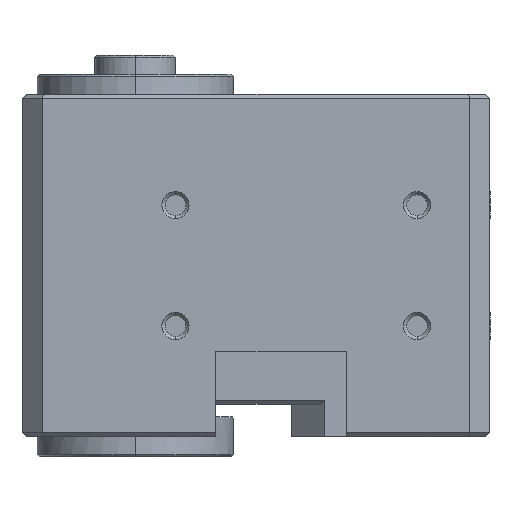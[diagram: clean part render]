
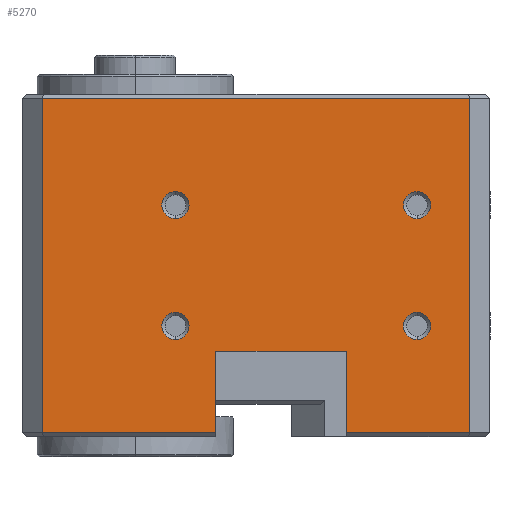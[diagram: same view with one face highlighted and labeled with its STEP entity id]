
A CAD part, left-side view. The second image highlights one B-rep face of the part: STEP entity #5270.
In plain terms, the highlighted planar face has unit normal (-1, 0, 0).
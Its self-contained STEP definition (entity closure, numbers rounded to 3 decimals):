
#30 = VERTEX_POINT ( 'NONE', #479 ) ;
#191 = EDGE_CURVE ( 'NONE', #1365, #5239, #1740, .T. ) ;
#259 = VECTOR ( 'NONE', #2918, 1000. ) ;
#300 = CARTESIAN_POINT ( 'NONE',  ( -14.25, 11.25, -16.6 ) ) ;
#305 = LINE ( 'NONE', #4700, #5169 ) ;
#332 = CARTESIAN_POINT ( 'NONE',  ( -14.25, -33.25, -16.6 ) ) ;
#479 = CARTESIAN_POINT ( 'NONE',  ( -14.25, -4., 7.35 ) ) ;
#655 = EDGE_CURVE ( 'NONE', #5048, #5296, #4562, .T. ) ;
#664 = CARTESIAN_POINT ( 'NONE',  ( -14.25, -4., -6. ) ) ;
#677 = ORIENTED_EDGE ( 'NONE', *, *, #1691, .T. ) ;
#840 = VERTEX_POINT ( 'NONE', #9075 ) ;
#898 = CARTESIAN_POINT ( 'NONE',  ( -14.25, 9.25, 16.6 ) ) ;
#944 = CARTESIAN_POINT ( 'NONE',  ( -14.25, -28., 7.35 ) ) ;
#1016 = DIRECTION ( 'NONE',  ( 0., 0., 1. ) ) ;
#1050 = AXIS2_PLACEMENT_3D ( 'NONE', #8306, #8816, #8853 ) ;
#1098 = EDGE_CURVE ( 'NONE', #9009, #840, #4855, .T. ) ;
#1164 = CARTESIAN_POINT ( 'NONE',  ( -14.25, -21., -16.6 ) ) ;
#1206 = EDGE_CURVE ( 'NONE', #9064, #30, #5605, .T. ) ;
#1301 = CARTESIAN_POINT ( 'NONE',  ( -14.25, -28., 6. ) ) ;
#1365 = VERTEX_POINT ( 'NONE', #7202 ) ;
#1396 = DIRECTION ( 'NONE',  ( 0., 0., -1. ) ) ;
#1445 = AXIS2_PLACEMENT_3D ( 'NONE', #664, #4938, #3456 ) ;
#1461 = ORIENTED_EDGE ( 'NONE', *, *, #8229, .T. ) ;
#1500 = DIRECTION ( 'NONE',  ( 0., 0., 1. ) ) ;
#1505 = ORIENTED_EDGE ( 'NONE', *, *, #7606, .T. ) ;
#1560 = EDGE_CURVE ( 'NONE', #8461, #1822, #5610, .T. ) ;
#1691 = EDGE_CURVE ( 'NONE', #8067, #5048, #6166, .T. ) ;
#1740 = LINE ( 'NONE', #3886, #6559 ) ;
#1753 = CARTESIAN_POINT ( 'NONE',  ( -14.25, -4., -6. ) ) ;
#1765 = DIRECTION ( 'NONE',  ( 1., 0., 0. ) ) ;
#1783 = VECTOR ( 'NONE', #8195, 1000. ) ;
#1790 = DIRECTION ( 'NONE',  ( 0., -1., 0. ) ) ;
#1822 = VERTEX_POINT ( 'NONE', #8680 ) ;
#1931 = CARTESIAN_POINT ( 'NONE',  ( -14.25, -8., -8.5 ) ) ;
#1953 = CARTESIAN_POINT ( 'NONE',  ( -14.25, -4., 6. ) ) ;
#2009 = ORIENTED_EDGE ( 'NONE', *, *, #7943, .T. ) ;
#2357 = VECTOR ( 'NONE', #9028, 1000. ) ;
#2569 = CARTESIAN_POINT ( 'NONE',  ( -14.25, 11.25, 16.6 ) ) ;
#2608 = CARTESIAN_POINT ( 'NONE',  ( -14.25, -4., 4.65 ) ) ;
#2611 = LINE ( 'NONE', #8975, #2357 ) ;
#2708 = DIRECTION ( 'NONE',  ( 0., 0., 1. ) ) ;
#2745 = ORIENTED_EDGE ( 'NONE', *, *, #4657, .T. ) ;
#2918 = DIRECTION ( 'NONE',  ( 0., 0., 1. ) ) ;
#2947 = FACE_BOUND ( 'NONE', #8796, .T. ) ;
#2998 = FACE_BOUND ( 'NONE', #5226, .T. ) ;
#3229 = AXIS2_PLACEMENT_3D ( 'NONE', #7188, #6227, #7890 ) ;
#3411 = AXIS2_PLACEMENT_3D ( 'NONE', #1753, #7434, #1016 ) ;
#3456 = DIRECTION ( 'NONE',  ( 0., 0., 1. ) ) ;
#3545 = EDGE_LOOP ( 'NONE', ( #5650, #4896 ) ) ;
#3612 = CARTESIAN_POINT ( 'NONE',  ( -14.25, -8., -17. ) ) ;
#3631 = LINE ( 'NONE', #7030, #9192 ) ;
#3733 = ORIENTED_EDGE ( 'NONE', *, *, #1206, .T. ) ;
#3821 = AXIS2_PLACEMENT_3D ( 'NONE', #1953, #4222, #7664 ) ;
#3824 = CIRCLE ( 'NONE', #1445, 1.35 ) ;
#3838 = VECTOR ( 'NONE', #7452, 1000. ) ;
#3886 = CARTESIAN_POINT ( 'NONE',  ( -14.25, 11.25, -16.6 ) ) ;
#3894 = EDGE_LOOP ( 'NONE', ( #1461, #7778 ) ) ;
#4041 = DIRECTION ( 'NONE',  ( 0., 0., 1. ) ) ;
#4080 = EDGE_LOOP ( 'NONE', ( #677, #4084, #2009, #7500, #8138, #4124, #7868, #1505 ) ) ;
#4084 = ORIENTED_EDGE ( 'NONE', *, *, #655, .T. ) ;
#4121 = DIRECTION ( 'NONE',  ( 0., 0., 1. ) ) ;
#4124 = ORIENTED_EDGE ( 'NONE', *, *, #5008, .F. ) ;
#4222 = DIRECTION ( 'NONE',  ( 1., 0., 0. ) ) ;
#4380 = FACE_BOUND ( 'NONE', #3545, .T. ) ;
#4443 = CIRCLE ( 'NONE', #8721, 1.35 ) ;
#4552 = VERTEX_POINT ( 'NONE', #8777 ) ;
#4562 = LINE ( 'NONE', #2569, #1783 ) ;
#4617 = ORIENTED_EDGE ( 'NONE', *, *, #8803, .T. ) ;
#4655 = CARTESIAN_POINT ( 'NONE',  ( -14.25, -33.25, 16.6 ) ) ;
#4657 = EDGE_CURVE ( 'NONE', #30, #9064, #8034, .T. ) ;
#4681 = DIRECTION ( 'NONE',  ( 1., 0., 0. ) ) ;
#4700 = CARTESIAN_POINT ( 'NONE',  ( -14.25, 0., -8.5 ) ) ;
#4752 = CARTESIAN_POINT ( 'NONE',  ( -14.25, -28., -7.35 ) ) ;
#4834 = VERTEX_POINT ( 'NONE', #1931 ) ;
#4855 = CIRCLE ( 'NONE', #4999, 1.35 ) ;
#4896 = ORIENTED_EDGE ( 'NONE', *, *, #5235, .T. ) ;
#4938 = DIRECTION ( 'NONE',  ( 1., 0., 0. ) ) ;
#4999 = AXIS2_PLACEMENT_3D ( 'NONE', #5386, #4681, #4041 ) ;
#5008 = EDGE_CURVE ( 'NONE', #8274, #4834, #305, .T. ) ;
#5032 = DIRECTION ( 'NONE',  ( -1., 0., 0. ) ) ;
#5048 = VERTEX_POINT ( 'NONE', #4655 ) ;
#5121 = FACE_BOUND ( 'NONE', #3894, .T. ) ;
#5139 = LINE ( 'NONE', #3612, #259 ) ;
#5169 = VECTOR ( 'NONE', #7457, 1000. ) ;
#5174 = EDGE_CURVE ( 'NONE', #8274, #7857, #2611, .T. ) ;
#5226 = EDGE_LOOP ( 'NONE', ( #8235, #4617 ) ) ;
#5235 = EDGE_CURVE ( 'NONE', #1822, #8461, #3824, .T. ) ;
#5239 = VERTEX_POINT ( 'NONE', #6298 ) ;
#5270 = ADVANCED_FACE ( 'NONE', ( #4380, #2998, #5121, #2947, #6399 ), #7962, .T. ) ;
#5296 = VERTEX_POINT ( 'NONE', #898 ) ;
#5386 = CARTESIAN_POINT ( 'NONE',  ( -14.25, -28., -6. ) ) ;
#5471 = CARTESIAN_POINT ( 'NONE',  ( -14.25, -33.25, -17. ) ) ;
#5478 = AXIS2_PLACEMENT_3D ( 'NONE', #8267, #1765, #2708 ) ;
#5605 = CIRCLE ( 'NONE', #3821, 1.35 ) ;
#5610 = CIRCLE ( 'NONE', #3411, 1.35 ) ;
#5650 = ORIENTED_EDGE ( 'NONE', *, *, #1560, .T. ) ;
#6166 = LINE ( 'NONE', #5471, #7138 ) ;
#6215 = CIRCLE ( 'NONE', #3229, 1.35 ) ;
#6227 = DIRECTION ( 'NONE',  ( 1., 0., 0. ) ) ;
#6298 = CARTESIAN_POINT ( 'NONE',  ( -14.25, -8., -16.6 ) ) ;
#6373 = VERTEX_POINT ( 'NONE', #944 ) ;
#6399 = FACE_OUTER_BOUND ( 'NONE', #4080, .T. ) ;
#6559 = VECTOR ( 'NONE', #1790, 1000. ) ;
#6655 = EDGE_CURVE ( 'NONE', #6373, #4552, #4443, .T. ) ;
#6675 = LINE ( 'NONE', #300, #3838 ) ;
#7030 = CARTESIAN_POINT ( 'NONE',  ( -14.25, 9.25, -17. ) ) ;
#7082 = EDGE_CURVE ( 'NONE', #5239, #4834, #5139, .T. ) ;
#7138 = VECTOR ( 'NONE', #4121, 1000. ) ;
#7188 = CARTESIAN_POINT ( 'NONE',  ( -14.25, -28., 6. ) ) ;
#7202 = CARTESIAN_POINT ( 'NONE',  ( -14.25, 9.25, -16.6 ) ) ;
#7278 = CIRCLE ( 'NONE', #5478, 1.35 ) ;
#7434 = DIRECTION ( 'NONE',  ( 1., 0., 0. ) ) ;
#7452 = DIRECTION ( 'NONE',  ( 0., -1., 0. ) ) ;
#7457 = DIRECTION ( 'NONE',  ( 0., 1., 0. ) ) ;
#7500 = ORIENTED_EDGE ( 'NONE', *, *, #191, .T. ) ;
#7606 = EDGE_CURVE ( 'NONE', #7857, #8067, #6675, .T. ) ;
#7664 = DIRECTION ( 'NONE',  ( 0., 0., 1. ) ) ;
#7778 = ORIENTED_EDGE ( 'NONE', *, *, #1098, .T. ) ;
#7857 = VERTEX_POINT ( 'NONE', #1164 ) ;
#7868 = ORIENTED_EDGE ( 'NONE', *, *, #5174, .T. ) ;
#7890 = DIRECTION ( 'NONE',  ( 0., 0., 1. ) ) ;
#7943 = EDGE_CURVE ( 'NONE', #5296, #1365, #3631, .T. ) ;
#7962 = PLANE ( 'NONE',  #9161 ) ;
#8034 = CIRCLE ( 'NONE', #1050, 1.35 ) ;
#8067 = VERTEX_POINT ( 'NONE', #332 ) ;
#8138 = ORIENTED_EDGE ( 'NONE', *, *, #7082, .T. ) ;
#8195 = DIRECTION ( 'NONE',  ( 0., 1., 0. ) ) ;
#8229 = EDGE_CURVE ( 'NONE', #840, #9009, #7278, .T. ) ;
#8235 = ORIENTED_EDGE ( 'NONE', *, *, #6655, .T. ) ;
#8267 = CARTESIAN_POINT ( 'NONE',  ( -14.25, -28., -6. ) ) ;
#8274 = VERTEX_POINT ( 'NONE', #8873 ) ;
#8306 = CARTESIAN_POINT ( 'NONE',  ( -14.25, -4., 6. ) ) ;
#8461 = VERTEX_POINT ( 'NONE', #8688 ) ;
#8510 = DIRECTION ( 'NONE',  ( 1., 0., 0. ) ) ;
#8552 = DIRECTION ( 'NONE',  ( 0., 0., 1. ) ) ;
#8618 = CARTESIAN_POINT ( 'NONE',  ( -14.25, 11.25, -17. ) ) ;
#8680 = CARTESIAN_POINT ( 'NONE',  ( -14.25, -4., -7.35 ) ) ;
#8688 = CARTESIAN_POINT ( 'NONE',  ( -14.25, -4., -4.65 ) ) ;
#8721 = AXIS2_PLACEMENT_3D ( 'NONE', #1301, #8510, #8552 ) ;
#8777 = CARTESIAN_POINT ( 'NONE',  ( -14.25, -28., 4.65 ) ) ;
#8796 = EDGE_LOOP ( 'NONE', ( #2745, #3733 ) ) ;
#8803 = EDGE_CURVE ( 'NONE', #4552, #6373, #6215, .T. ) ;
#8816 = DIRECTION ( 'NONE',  ( 1., 0., 0. ) ) ;
#8853 = DIRECTION ( 'NONE',  ( 0., 0., 1. ) ) ;
#8873 = CARTESIAN_POINT ( 'NONE',  ( -14.25, -21., -8.5 ) ) ;
#8975 = CARTESIAN_POINT ( 'NONE',  ( -14.25, -21., -17. ) ) ;
#9009 = VERTEX_POINT ( 'NONE', #4752 ) ;
#9028 = DIRECTION ( 'NONE',  ( 0., 0., -1. ) ) ;
#9064 = VERTEX_POINT ( 'NONE', #2608 ) ;
#9075 = CARTESIAN_POINT ( 'NONE',  ( -14.25, -28., -4.65 ) ) ;
#9161 = AXIS2_PLACEMENT_3D ( 'NONE', #8618, #5032, #1500 ) ;
#9192 = VECTOR ( 'NONE', #1396, 1000. ) ;
